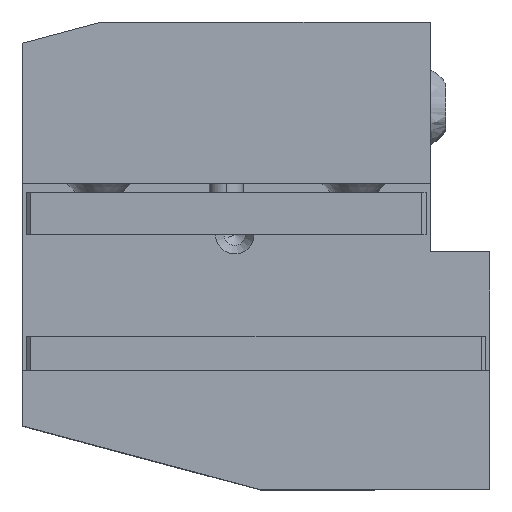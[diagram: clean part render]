
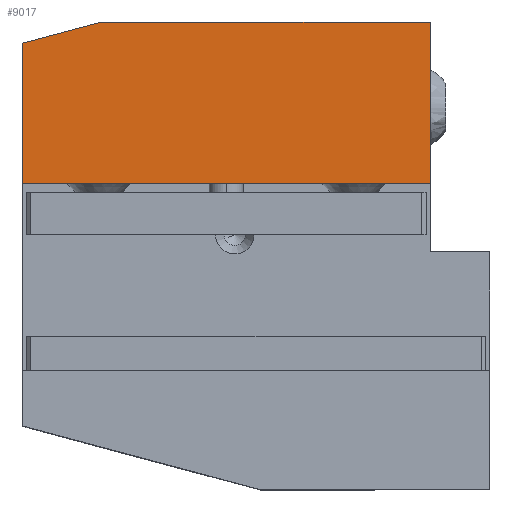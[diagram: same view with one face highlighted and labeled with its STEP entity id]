
A CAD part, top view. The second image highlights one B-rep face of the part: STEP entity #9017.
In plain terms, the highlighted planar face has unit normal (0, 0, 1).
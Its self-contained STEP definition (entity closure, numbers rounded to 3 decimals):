
#395 = DIRECTION ( 'NONE',  ( 0., 0., 1. ) ) ;
#544 = EDGE_CURVE ( 'NONE', #3966, #3725, #7553, .T. ) ;
#561 = FACE_OUTER_BOUND ( 'NONE', #3415, .T. ) ;
#605 = VERTEX_POINT ( 'NONE', #5210 ) ;
#845 = ORIENTED_EDGE ( 'NONE', *, *, #10142, .T. ) ;
#1546 = VERTEX_POINT ( 'NONE', #6053 ) ;
#2085 = LINE ( 'NONE', #6253, #5191 ) ;
#2191 = PLANE ( 'NONE',  #10454 ) ;
#2247 = DIRECTION ( 'NONE',  ( 1., 0., 0. ) ) ;
#2595 = CARTESIAN_POINT ( 'NONE',  ( -1.624, 19.202, 46.19 ) ) ;
#3415 = EDGE_LOOP ( 'NONE', ( #4868, #845, #5562, #5424, #5048 ) ) ;
#3725 = VERTEX_POINT ( 'NONE', #6598 ) ;
#3966 = VERTEX_POINT ( 'NONE', #9644 ) ;
#4060 = VECTOR ( 'NONE', #7506, 1000. ) ;
#4075 = LINE ( 'NONE', #4728, #4060 ) ;
#4088 = CARTESIAN_POINT ( 'NONE',  ( -1.624, 0.202, 46.19 ) ) ;
#4557 = VERTEX_POINT ( 'NONE', #11074 ) ;
#4640 = EDGE_CURVE ( 'NONE', #1546, #605, #6252, .T. ) ;
#4728 = CARTESIAN_POINT ( 'NONE',  ( 7.706, 19.202, 46.19 ) ) ;
#4868 = ORIENTED_EDGE ( 'NONE', *, *, #4640, .T. ) ;
#5048 = ORIENTED_EDGE ( 'NONE', *, *, #6449, .T. ) ;
#5191 = VECTOR ( 'NONE', #5434, 1000. ) ;
#5210 = CARTESIAN_POINT ( 'NONE',  ( -1.624, 0.202, 46.19 ) ) ;
#5424 = ORIENTED_EDGE ( 'NONE', *, *, #544, .T. ) ;
#5434 = DIRECTION ( 'NONE',  ( 0., 1., 0. ) ) ;
#5562 = ORIENTED_EDGE ( 'NONE', *, *, #7862, .T. ) ;
#6053 = CARTESIAN_POINT ( 'NONE',  ( -1.624, 16.702, 46.19 ) ) ;
#6089 = VECTOR ( 'NONE', #8383, 1000. ) ;
#6252 = LINE ( 'NONE', #11166, #6089 ) ;
#6253 = CARTESIAN_POINT ( 'NONE',  ( 46.376, 19.202, 46.19 ) ) ;
#6449 = EDGE_CURVE ( 'NONE', #3725, #1546, #4075, .T. ) ;
#6598 = CARTESIAN_POINT ( 'NONE',  ( 7.706, 19.202, 46.19 ) ) ;
#6971 = LINE ( 'NONE', #4088, #10106 ) ;
#7106 = DIRECTION ( 'NONE',  ( -1., 0., 0. ) ) ;
#7506 = DIRECTION ( 'NONE',  ( -0.966, -0.259, 0. ) ) ;
#7553 = LINE ( 'NONE', #2595, #9812 ) ;
#7862 = EDGE_CURVE ( 'NONE', #4557, #3966, #2085, .T. ) ;
#8383 = DIRECTION ( 'NONE',  ( 0., -1., 0. ) ) ;
#8566 = DIRECTION ( 'NONE',  ( 1., 0., 0. ) ) ;
#9017 = ADVANCED_FACE ( 'NONE', ( #561 ), #2191, .T. ) ;
#9644 = CARTESIAN_POINT ( 'NONE',  ( 46.376, 19.202, 46.19 ) ) ;
#9812 = VECTOR ( 'NONE', #7106, 1000. ) ;
#10106 = VECTOR ( 'NONE', #2247, 1000. ) ;
#10142 = EDGE_CURVE ( 'NONE', #605, #4557, #6971, .T. ) ;
#10454 = AXIS2_PLACEMENT_3D ( 'NONE', #11301, #395, #8566 ) ;
#11074 = CARTESIAN_POINT ( 'NONE',  ( 46.376, 0.202, 46.19 ) ) ;
#11166 = CARTESIAN_POINT ( 'NONE',  ( -1.624, 19.202, 46.19 ) ) ;
#11301 = CARTESIAN_POINT ( 'NONE',  ( -1.624, -35.798, 46.19 ) ) ;
